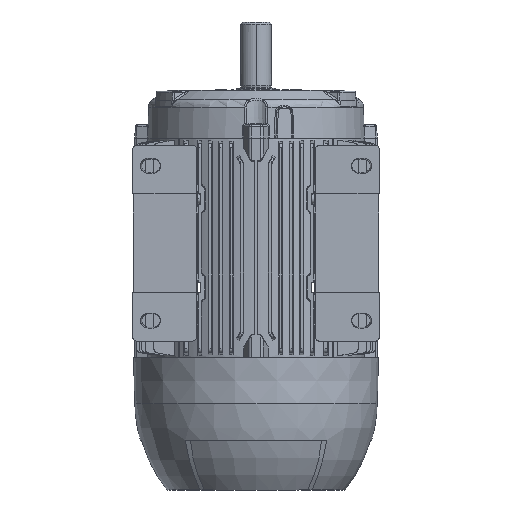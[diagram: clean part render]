
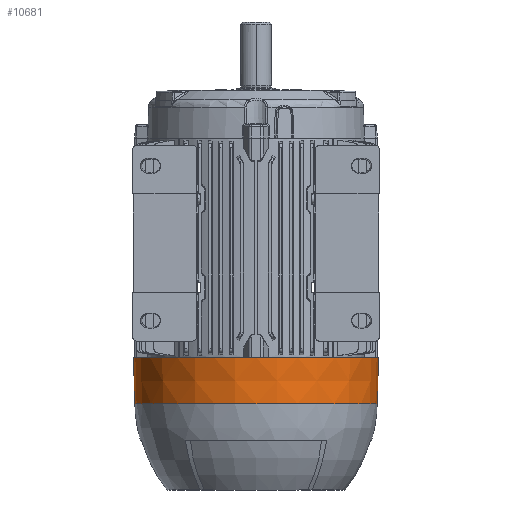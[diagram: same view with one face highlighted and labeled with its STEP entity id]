
A CAD part, front view. The second image highlights one B-rep face of the part: STEP entity #10681.
In plain terms, the highlighted conical face has half-angle 1.5 degrees and reference radius 110.35 mm.
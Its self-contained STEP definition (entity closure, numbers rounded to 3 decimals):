
#2027 = ORIENTED_EDGE ( 'NONE', *, *, #62859, .T. ) ;
#2122 = DIRECTION ( 'NONE',  ( 0., 0., 1. ) ) ;
#2980 = DIRECTION ( 'NONE',  ( 0., 0., 1. ) ) ;
#6922 = EDGE_CURVE ( 'NONE', #51969, #9804, #27775, .T. ) ;
#8376 = VERTEX_POINT ( 'NONE', #11586 ) ;
#9804 = VERTEX_POINT ( 'NONE', #48898 ) ;
#10681 = ADVANCED_FACE ( 'NONE', ( #42631 ), #21837, .T. ) ;
#11586 = CARTESIAN_POINT ( 'NONE',  ( -109.669, 0., -209.2 ) ) ;
#11800 = CIRCLE ( 'NONE', #73668, 110.761 ) ;
#18783 = CARTESIAN_POINT ( 'NONE',  ( -110.761, 0., -167.5 ) ) ;
#21167 = DIRECTION ( 'NONE',  ( 0.026, 0., 1. ) ) ;
#21513 = CARTESIAN_POINT ( 'NONE',  ( 0., 0., -183.2 ) ) ;
#21837 = CONICAL_SURFACE ( 'NONE', #47199, 110.35, 0.026 ) ;
#23103 = VECTOR ( 'NONE', #21167, 1000. ) ;
#25123 = CARTESIAN_POINT ( 'NONE',  ( -110.35, 0., -183.2 ) ) ;
#25289 = CARTESIAN_POINT ( 'NONE',  ( 0., 0., -167.5 ) ) ;
#27775 = LINE ( 'NONE', #81501, #23103 ) ;
#31282 = DIRECTION ( 'NONE',  ( -0.026, 0., 1. ) ) ;
#34875 = VECTOR ( 'NONE', #31282, 1000. ) ;
#38263 = CIRCLE ( 'NONE', #50928, 109.669 ) ;
#42631 = FACE_OUTER_BOUND ( 'NONE', #63161, .T. ) ;
#46426 = DIRECTION ( 'NONE',  ( 1., 0., 0. ) ) ;
#47199 = AXIS2_PLACEMENT_3D ( 'NONE', #21513, #2980, #48394 ) ;
#48197 = ORIENTED_EDGE ( 'NONE', *, *, #57090, .F. ) ;
#48394 = DIRECTION ( 'NONE',  ( 1., 0., 0. ) ) ;
#48898 = CARTESIAN_POINT ( 'NONE',  ( 110.761, 0., -167.5 ) ) ;
#49263 = DIRECTION ( 'NONE',  ( 1., 0., 0. ) ) ;
#50928 = AXIS2_PLACEMENT_3D ( 'NONE', #62494, #2122, #49263 ) ;
#51969 = VERTEX_POINT ( 'NONE', #53534 ) ;
#53534 = CARTESIAN_POINT ( 'NONE',  ( 109.669, 0., -209.2 ) ) ;
#55846 = ORIENTED_EDGE ( 'NONE', *, *, #6922, .T. ) ;
#57090 = EDGE_CURVE ( 'NONE', #8376, #58805, #65226, .T. ) ;
#58805 = VERTEX_POINT ( 'NONE', #18783 ) ;
#59297 = ORIENTED_EDGE ( 'NONE', *, *, #82218, .F. ) ;
#62494 = CARTESIAN_POINT ( 'NONE',  ( 0., 0., -209.2 ) ) ;
#62859 = EDGE_CURVE ( 'NONE', #8376, #51969, #38263, .T. ) ;
#63161 = EDGE_LOOP ( 'NONE', ( #48197, #2027, #55846, #59297 ) ) ;
#65226 = LINE ( 'NONE', #25123, #34875 ) ;
#73668 = AXIS2_PLACEMENT_3D ( 'NONE', #25289, #86915, #46426 ) ;
#81501 = CARTESIAN_POINT ( 'NONE',  ( 110.35, 0., -183.2 ) ) ;
#82218 = EDGE_CURVE ( 'NONE', #58805, #9804, #11800, .T. ) ;
#86915 = DIRECTION ( 'NONE',  ( 0., 0., 1. ) ) ;
